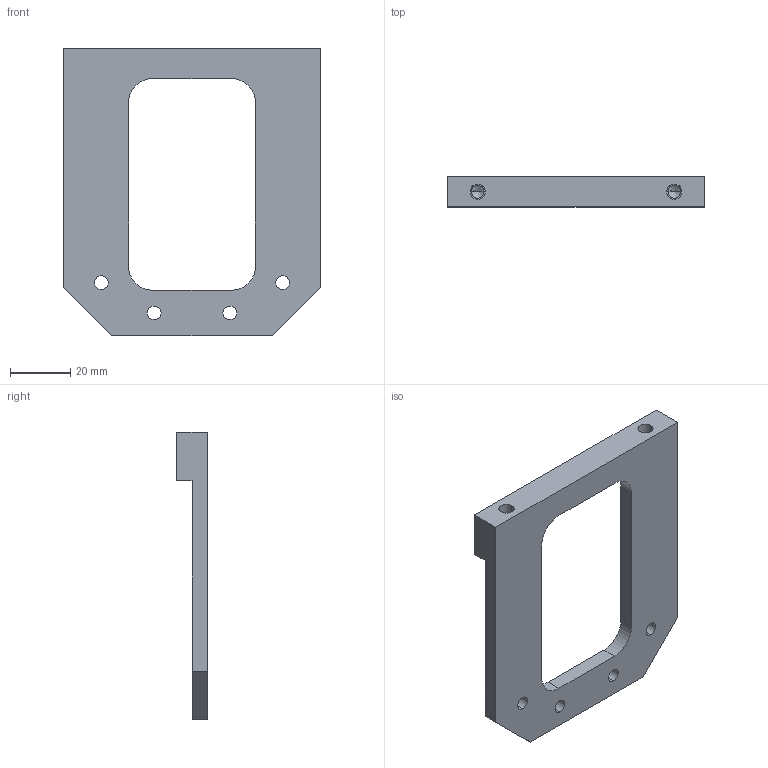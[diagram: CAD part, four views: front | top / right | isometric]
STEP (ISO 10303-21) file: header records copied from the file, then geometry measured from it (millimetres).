
FILE_DESCRIPTION (( 'STEP AP203' ), '1' );
FILE_NAME ('FRA262v4-End Effector Plate.STEP', '2025-03-04T21:24:56', ( '' ), ( '' ), 'SwSTEP 2.0', 'SolidWorks 2024', '' );
FILE_SCHEMA (( 'CONFIG_CONTROL_DESIGN' ));
Length unit declared in the file: millimetre
Products named in the file (1): FRA262v4-End Effector Plate
Bounding box: 85 x 10 x 95 mm (x, y, z)
Volume: 28296.8 mm3; surface area: 14197.9 mm2
Topology: 1 solids, 1 shells, 48 faces, 128 edges, 82 vertices
Faces by surface type: cylinder 24, plane 20, cone 4
Entity records: 1577 total; most frequent: DIRECTION 270, CARTESIAN_POINT 255, ORIENTED_EDGE 248, EDGE_CURVE 124, AXIS2_PLACEMENT_3D 97, VERTEX_POINT 82, LINE 76, VECTOR 76
